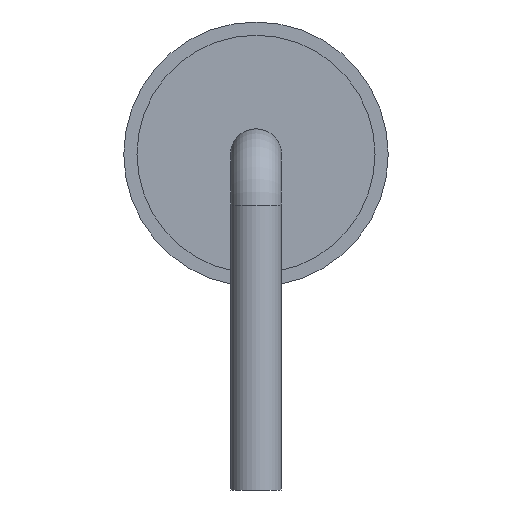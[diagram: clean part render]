
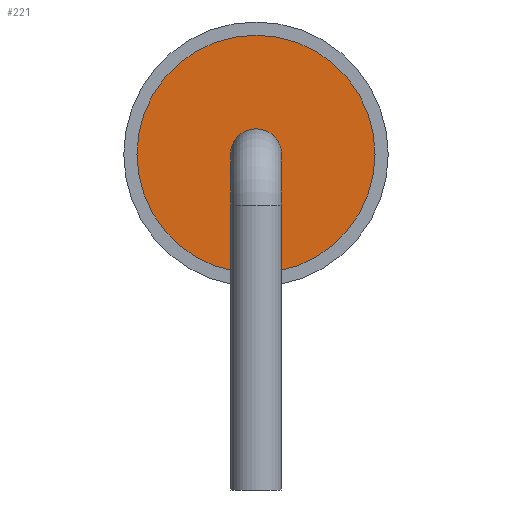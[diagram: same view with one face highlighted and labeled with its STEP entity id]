
A CAD part, left-side view. The second image highlights one B-rep face of the part: STEP entity #221.
In plain terms, the highlighted planar face has unit normal (-1, 0, 0).
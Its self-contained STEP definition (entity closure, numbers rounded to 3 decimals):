
#18=FACE_BOUND('',#49,.T.);
#22=PLANE('',#256);
#31=FACE_OUTER_BOUND('',#48,.T.);
#48=EDGE_LOOP('',(#155));
#49=EDGE_LOOP('',(#156));
#78=CIRCLE('',#253,1.17);
#80=CIRCLE('',#257,0.25);
#98=VERTEX_POINT('',#373);
#100=VERTEX_POINT('',#381);
#117=EDGE_CURVE('',#98,#98,#78,.T.);
#121=EDGE_CURVE('',#100,#100,#80,.T.);
#155=ORIENTED_EDGE('',*,*,#117,.F.);
#156=ORIENTED_EDGE('',*,*,#121,.F.);
#221=ADVANCED_FACE('',(#31,#18),#22,.F.);
#253=AXIS2_PLACEMENT_3D('',#374,#299,#300);
#256=AXIS2_PLACEMENT_3D('',#380,#307,#308);
#257=AXIS2_PLACEMENT_3D('',#382,#309,#310);
#299=DIRECTION('center_axis',(1.,0.,0.));
#300=DIRECTION('ref_axis',(0.,1.,0.));
#307=DIRECTION('center_axis',(1.,0.,0.));
#308=DIRECTION('ref_axis',(0.,0.,1.));
#309=DIRECTION('center_axis',(-1.,0.,0.));
#310=DIRECTION('ref_axis',(0.,1.,0.));
#373=CARTESIAN_POINT('',(4.58,-1.17,1.3));
#374=CARTESIAN_POINT('Origin',(4.58,0.,1.3));
#380=CARTESIAN_POINT('Origin',(4.58,0.,1.3));
#381=CARTESIAN_POINT('',(4.58,-0.25,1.3));
#382=CARTESIAN_POINT('Origin',(4.58,0.,1.3));
